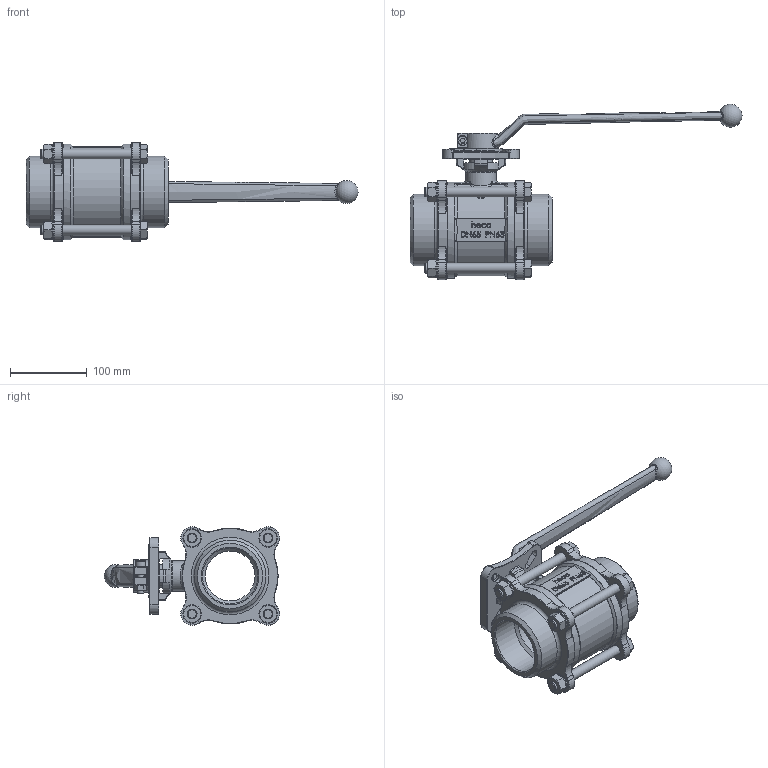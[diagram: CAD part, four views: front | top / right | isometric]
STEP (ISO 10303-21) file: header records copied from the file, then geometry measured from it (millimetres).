
FILE_DESCRIPTION (( 'STEP AP214' ), '1' );
FILE_NAME ('K3-212-PIG-4 Kugelhahn 3-teilig 2312.STEP', '2023-11-30T11:43:19', ( '' ), ( '' ), 'SwSTEP 2.0', 'SolidWorks 2019', '' );
FILE_SCHEMA (( 'AUTOMOTIVE_DESIGN' ));
Length unit declared in the file: millimetre
Products named in the file (1): K3-212-PIG-4 Kugelhahn 3-teilig 2312
Bounding box: 432.5 x 228.33 x 128.99 mm (x, y, z)
Volume: 1537410 mm3; surface area: 227689.4 mm2
Topology: 2 solids, 2 shells, 1283 faces, 3214 edges, 1959 vertices
Faces by surface type: plane 442, bspline 313, cylinder 263, torus 146, cone 96, sphere 23
Full cylindrical faces by diameter (mm): 8 x2, 11 x1, 12.7 x8, 13 x1, 14 x8, 24 x4, 30 x1, 40 x1, 43 x2, 48 x1, 65 x1, 72.22 x2, 93 x2, 124.98 x2, 125 x2
Entity records: 67903 total; most frequent: CARTESIAN_POINT 25874, ORIENTED_EDGE 6160, DIRECTION 5058, EDGE_CURVE 3080, VERTEX_POINT 1934, AXIS2_PLACEMENT_3D 1849, EDGE_LOOP 1448, LINE 1360
